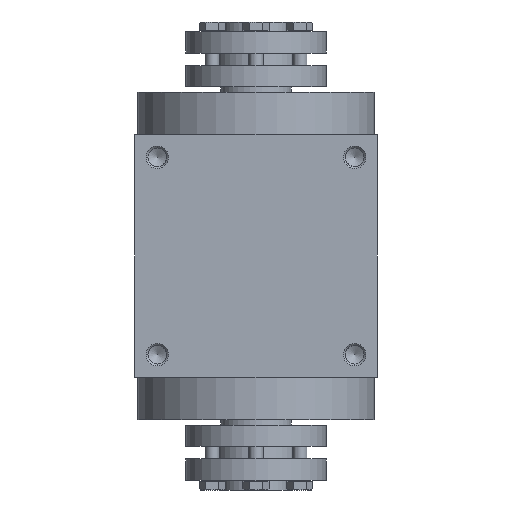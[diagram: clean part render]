
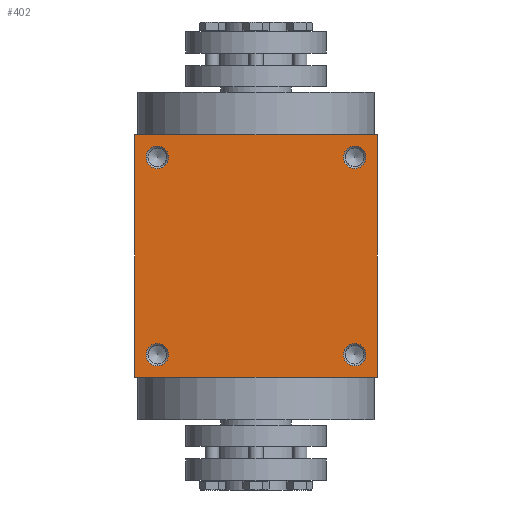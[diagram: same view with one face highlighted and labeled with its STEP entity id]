
A CAD part, left-side view. The second image highlights one B-rep face of the part: STEP entity #402.
In plain terms, the highlighted face is planar.
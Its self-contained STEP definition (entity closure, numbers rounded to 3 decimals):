
#402 = ADVANCED_FACE( '', ( #984, #985, #986, #987, #988 ), #989, .F. );
#984 = FACE_BOUND( '', #1921, .T. );
#985 = FACE_BOUND( '', #1922, .T. );
#986 = FACE_BOUND( '', #1923, .T. );
#987 = FACE_BOUND( '', #1924, .T. );
#988 = FACE_OUTER_BOUND( '', #1925, .T. );
#989 = PLANE( '', #1926 );
#1921 = EDGE_LOOP( '', ( #2983 ) );
#1922 = EDGE_LOOP( '', ( #2984 ) );
#1923 = EDGE_LOOP( '', ( #2985 ) );
#1924 = EDGE_LOOP( '', ( #2986 ) );
#1925 = EDGE_LOOP( '', ( #2987, #2988, #2989, #2990 ) );
#1926 = AXIS2_PLACEMENT_3D( '', #2991, #2992, #2993 );
#2983 = ORIENTED_EDGE( '', *, *, #4738, .F. );
#2984 = ORIENTED_EDGE( '', *, *, #4739, .T. );
#2985 = ORIENTED_EDGE( '', *, *, #4740, .F. );
#2986 = ORIENTED_EDGE( '', *, *, #4741, .T. );
#2987 = ORIENTED_EDGE( '', *, *, #4742, .F. );
#2988 = ORIENTED_EDGE( '', *, *, #4743, .F. );
#2989 = ORIENTED_EDGE( '', *, *, #4744, .F. );
#2990 = ORIENTED_EDGE( '', *, *, #4745, .F. );
#2991 = CARTESIAN_POINT( '', ( 0., 0., -43. ) );
#2992 = DIRECTION( '', ( 0., 0., 1. ) );
#2993 = DIRECTION( '', ( 1., 0., 0. ) );
#4738 = EDGE_CURVE( '', #5539, #5539, #5540, .T. );
#4739 = EDGE_CURVE( '', #5541, #5541, #5542, .T. );
#4740 = EDGE_CURVE( '', #5543, #5543, #5544, .T. );
#4741 = EDGE_CURVE( '', #5545, #5545, #5546, .T. );
#4742 = EDGE_CURVE( '', #5547, #5548, #5549, .T. );
#4743 = EDGE_CURVE( '', #5550, #5547, #5551, .T. );
#4744 = EDGE_CURVE( '', #5552, #5550, #5553, .T. );
#4745 = EDGE_CURVE( '', #5548, #5552, #5554, .T. );
#5539 = VERTEX_POINT( '', #6644 );
#5540 = CIRCLE( '', #6645, 4. );
#5541 = VERTEX_POINT( '', #6646 );
#5542 = CIRCLE( '', #6647, 4. );
#5543 = VERTEX_POINT( '', #6648 );
#5544 = CIRCLE( '', #6649, 4. );
#5545 = VERTEX_POINT( '', #6650 );
#5546 = CIRCLE( '', #6651, 4. );
#5547 = VERTEX_POINT( '', #6652 );
#5548 = VERTEX_POINT( '', #6653 );
#5549 = LINE( '', #6654, #6655 );
#5550 = VERTEX_POINT( '', #6656 );
#5551 = LINE( '', #6657, #6658 );
#5552 = VERTEX_POINT( '', #6659 );
#5553 = LINE( '', #6660, #6661 );
#5554 = LINE( '', #6662, #6663 );
#6644 = CARTESIAN_POINT( '', ( -39., 35., -43. ) );
#6645 = AXIS2_PLACEMENT_3D( '', #7982, #7983, #7984 );
#6646 = CARTESIAN_POINT( '', ( 39., 35., -43. ) );
#6647 = AXIS2_PLACEMENT_3D( '', #7985, #7986, #7987 );
#6648 = CARTESIAN_POINT( '', ( -39., -35., -43. ) );
#6649 = AXIS2_PLACEMENT_3D( '', #7988, #7989, #7990 );
#6650 = CARTESIAN_POINT( '', ( 39., -35., -43. ) );
#6651 = AXIS2_PLACEMENT_3D( '', #7991, #7992, #7993 );
#6652 = CARTESIAN_POINT( '', ( -43., 43., -43. ) );
#6653 = CARTESIAN_POINT( '', ( -43., -43., -43. ) );
#6654 = CARTESIAN_POINT( '', ( -43., 43., -43. ) );
#6655 = VECTOR( '', #7994, 1000. );
#6656 = CARTESIAN_POINT( '', ( 43., 43., -43. ) );
#6657 = CARTESIAN_POINT( '', ( 43., 43., -43. ) );
#6658 = VECTOR( '', #7995, 1000. );
#6659 = CARTESIAN_POINT( '', ( 43., -43., -43. ) );
#6660 = CARTESIAN_POINT( '', ( 43., -43., -43. ) );
#6661 = VECTOR( '', #7996, 1000. );
#6662 = CARTESIAN_POINT( '', ( -43., -43., -43. ) );
#6663 = VECTOR( '', #7997, 1000. );
#7982 = CARTESIAN_POINT( '', ( -35., 35., -43. ) );
#7983 = DIRECTION( '', ( 0., 0., -1. ) );
#7984 = DIRECTION( '', ( -1., 0., 0. ) );
#7985 = CARTESIAN_POINT( '', ( 35., 35., -43. ) );
#7986 = DIRECTION( '', ( 0., 0., 1. ) );
#7987 = DIRECTION( '', ( 1., 0., 0. ) );
#7988 = CARTESIAN_POINT( '', ( -35., -35., -43. ) );
#7989 = DIRECTION( '', ( 0., 0., -1. ) );
#7990 = DIRECTION( '', ( -1., 0., 0. ) );
#7991 = CARTESIAN_POINT( '', ( 35., -35., -43. ) );
#7992 = DIRECTION( '', ( 0., 0., 1. ) );
#7993 = DIRECTION( '', ( 1., 0., 0. ) );
#7994 = DIRECTION( '', ( 0., -1., 0. ) );
#7995 = DIRECTION( '', ( -1., 0., 0. ) );
#7996 = DIRECTION( '', ( 0., 1., 0. ) );
#7997 = DIRECTION( '', ( 1., 0., 0. ) );
